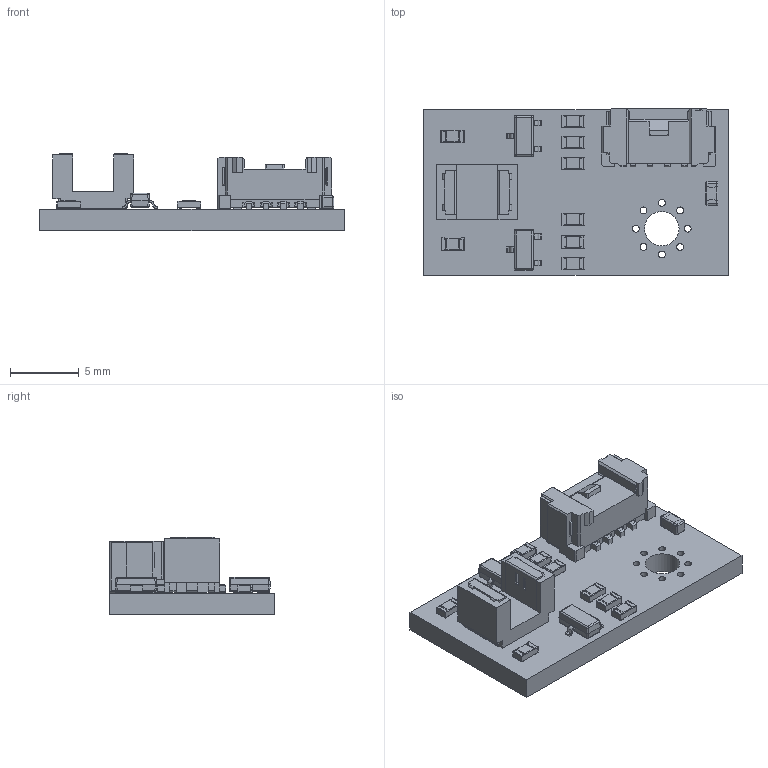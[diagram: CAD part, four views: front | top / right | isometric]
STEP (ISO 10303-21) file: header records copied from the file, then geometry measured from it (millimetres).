
FILE_DESCRIPTION(('KiCad electronic assembly'),'2;1');
FILE_NAME('TCUT13_Limit_Switch_v-6.step','2023-07-19T16:50:00',('Pcbnew' ),('Kicad'),'Open CASCADE STEP processor 7.5', 'KiCad to STEP converter','Unknown');
FILE_SCHEMA(('AUTOMOTIVE_DESIGN { 1 0 10303 214 1 1 1 1 }'));
Length unit declared in the file: millimetre
Products named in the file (12): TCUT13_Limit_Switch_v-6 1; RESC-0603; COMPOUND; CAPC-0603-T0.9-BN; TO-236AB; 505567-0471--3DModel-STEP-361473; SOLID; 80284_TCUT1300_TCUT1350_3D_Models; _autosave-TCUT13_Limit_Switch PCB
Assembly tree (19 placements, depth 3):
  TCUT13_Limit_Switch_v-6 1
    RESC-0603  x8
      COMPOUND
    CAPC-0603-T0.9-BN
      COMPOUND
    TO-236AB  x2
      COMPOUND
    505567-0471--3DModel-STEP-361473
      SOLID
    80284_TCUT1300_TCUT1350_3D_Models
      SOLID
    _autosave-TCUT13_Limit_Switch PCB
Bounding box: 22.07 x 12.04 x 5.63 mm (x, y, z)
Volume: 540.8 mm3; surface area: 1177.2 mm2
Topology: 36 solids, 36 shells, 1023 faces, 2793 edges, 1922 vertices
Faces by surface type: plane 780, cylinder 215, bspline 16, sphere 8, cone 4
Full cylindrical faces by diameter (mm): 0.5 x8, 2.1 x1, 2.5 x1
Entity records: 42472 total; most frequent: CARTESIAN_POINT 9372, DIRECTION 5915, LINE 4241, VECTOR 4241, ORIENTED_EDGE 3126, PCURVE 3126, DEFINITIONAL_REPRESENTATION 3126, EDGE_CURVE 1563
